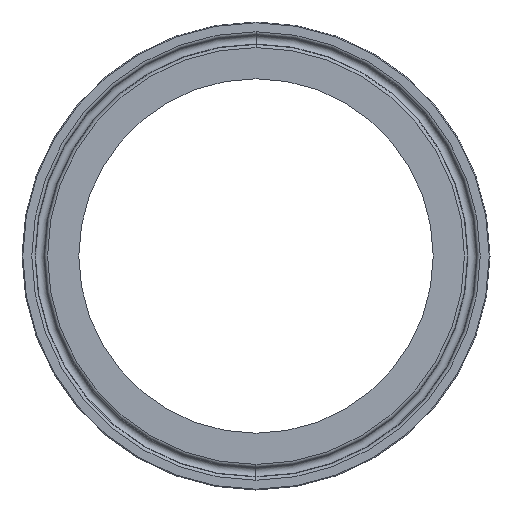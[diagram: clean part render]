
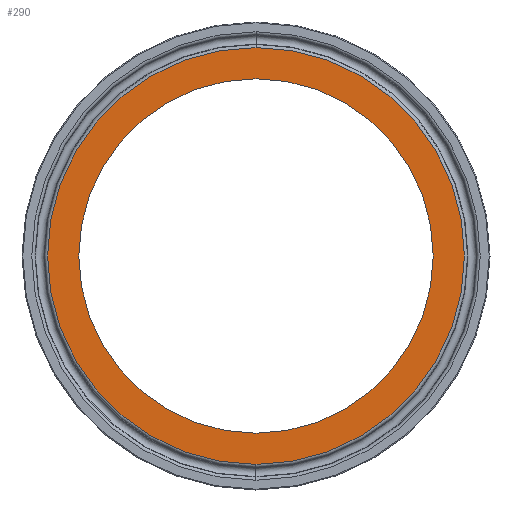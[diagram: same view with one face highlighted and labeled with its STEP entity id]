
A CAD part, left-side view. The second image highlights one B-rep face of the part: STEP entity #290.
In plain terms, the highlighted planar face has unit normal (-1, 0, 0).
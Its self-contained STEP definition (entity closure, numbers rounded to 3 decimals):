
#31 = AXIS2_PLACEMENT_3D ( 'NONE', #45, #240, #683 ) ;
#45 = CARTESIAN_POINT ( 'NONE',  ( 0., 0., 0. ) ) ;
#79 = VERTEX_POINT ( 'NONE', #165 ) ;
#127 = FACE_BOUND ( 'NONE', #212, .T. ) ;
#131 = DIRECTION ( 'NONE',  ( 0., 0., -1. ) ) ;
#154 = ORIENTED_EDGE ( 'NONE', *, *, #332, .T. ) ;
#155 = CIRCLE ( 'NONE', #168, 52.997 ) ;
#165 = CARTESIAN_POINT ( 'NONE',  ( 0., 0., 45.06 ) ) ;
#168 = AXIS2_PLACEMENT_3D ( 'NONE', #593, #607, #536 ) ;
#169 = CIRCLE ( 'NONE', #481, 45.06 ) ;
#202 = EDGE_CURVE ( 'NONE', #205, #544, #317, .T. ) ;
#205 = VERTEX_POINT ( 'NONE', #244 ) ;
#212 = EDGE_LOOP ( 'NONE', ( #742, #589 ) ) ;
#240 = DIRECTION ( 'NONE',  ( -1., 0., 0. ) ) ;
#244 = CARTESIAN_POINT ( 'NONE',  ( 0., 0., 52.997 ) ) ;
#248 = DIRECTION ( 'NONE',  ( -1., 0., 0. ) ) ;
#282 = DIRECTION ( 'NONE',  ( -1., 0., 0. ) ) ;
#290 = ADVANCED_FACE ( 'NONE', ( #127, #298 ), #475, .F. ) ;
#298 = FACE_OUTER_BOUND ( 'NONE', #605, .T. ) ;
#311 = CARTESIAN_POINT ( 'NONE',  ( 0., 0., 0. ) ) ;
#317 = CIRCLE ( 'NONE', #562, 52.997 ) ;
#332 = EDGE_CURVE ( 'NONE', #544, #205, #155, .T. ) ;
#447 = CARTESIAN_POINT ( 'NONE',  ( 0., 0., -45.06 ) ) ;
#470 = CARTESIAN_POINT ( 'NONE',  ( 0., 52.997, 0. ) ) ;
#475 = PLANE ( 'NONE',  #673 ) ;
#481 = AXIS2_PLACEMENT_3D ( 'NONE', #508, #282, #746 ) ;
#508 = CARTESIAN_POINT ( 'NONE',  ( 0., 0., 0. ) ) ;
#528 = VERTEX_POINT ( 'NONE', #447 ) ;
#530 = DIRECTION ( 'NONE',  ( 0., 0., 1. ) ) ;
#536 = DIRECTION ( 'NONE',  ( 0., 0., 1. ) ) ;
#544 = VERTEX_POINT ( 'NONE', #620 ) ;
#562 = AXIS2_PLACEMENT_3D ( 'NONE', #311, #248, #530 ) ;
#589 = ORIENTED_EDGE ( 'NONE', *, *, #654, .F. ) ;
#593 = CARTESIAN_POINT ( 'NONE',  ( 0., 0., 0. ) ) ;
#605 = EDGE_LOOP ( 'NONE', ( #692, #154 ) ) ;
#607 = DIRECTION ( 'NONE',  ( -1., 0., 0. ) ) ;
#614 = EDGE_CURVE ( 'NONE', #79, #528, #649, .T. ) ;
#620 = CARTESIAN_POINT ( 'NONE',  ( 0., 0., -52.997 ) ) ;
#649 = CIRCLE ( 'NONE', #31, 45.06 ) ;
#654 = EDGE_CURVE ( 'NONE', #528, #79, #169, .T. ) ;
#673 = AXIS2_PLACEMENT_3D ( 'NONE', #470, #705, #131 ) ;
#683 = DIRECTION ( 'NONE',  ( 0., 0., 1. ) ) ;
#692 = ORIENTED_EDGE ( 'NONE', *, *, #202, .T. ) ;
#705 = DIRECTION ( 'NONE',  ( 1., 0., 0. ) ) ;
#742 = ORIENTED_EDGE ( 'NONE', *, *, #614, .F. ) ;
#746 = DIRECTION ( 'NONE',  ( 0., 0., 1. ) ) ;
